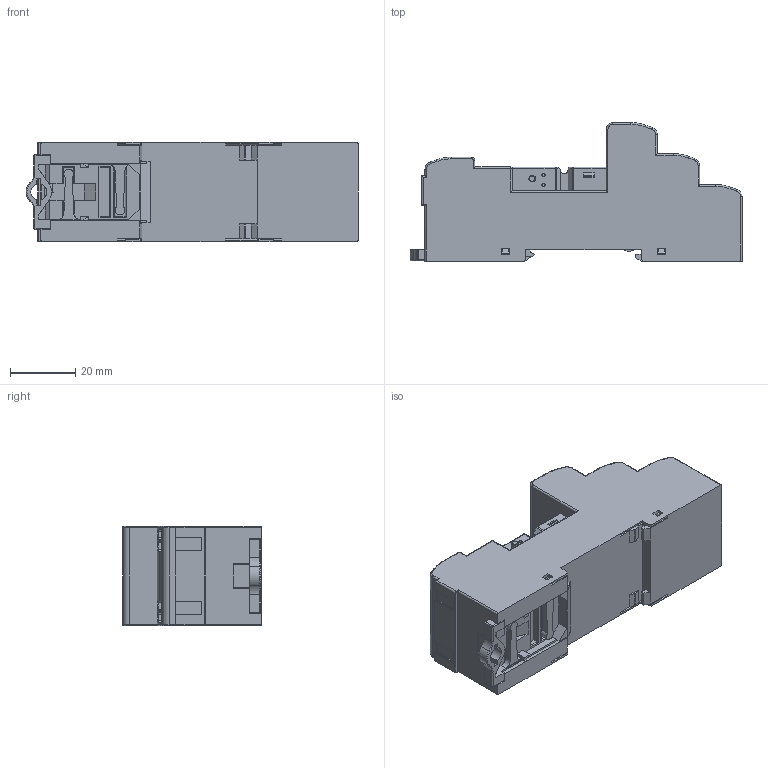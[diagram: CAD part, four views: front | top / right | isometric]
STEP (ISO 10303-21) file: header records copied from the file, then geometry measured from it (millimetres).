
FILE_DESCRIPTION(/* description */ (''),/* implementation_level */ '2;1');
FILE_NAME(/* name */ '18FF 2Z4Z C10.stp',/* time_stamp */ '2020-09-10T11:47:28+08:00',/* author */ (''),/* organization */ (''),/* preprocessor_version */ 'ST-DEVELOPER v15',/* originating_system */ 'SIEMENS PLM Software NX 8.5',/* authorisation */ '');
FILE_SCHEMA (('CONFIG_CONTROL_DESIGN'));
Products named in the file (1): 80740033000_d
Bounding box: 101.9 x 42.5 x 30.6 mm (x, y, z)
Volume: 54217.6 mm3; surface area: 50179.2 mm2
Topology: 1 solids, 8 shells, 3323 faces, 9927 edges, 6458 vertices
Faces by surface type: plane 2718, cylinder 528, torus 43, cone 11, extrusion 10, sphere 8, bspline 5
Full cylindrical faces by diameter (mm): 1 x4, 1.9 x3, 2 x9, 2.25 x14, 2.4 x7, 3 x2, 3.7 x2, 5.5 x2
Entity records: 112525 total; most frequent: CARTESIAN_POINT 22840, ORIENTED_EDGE 19638, DIRECTION 17416, EDGE_CURVE 9819, VECTOR 8218, LINE 8208, VERTEX_POINT 6423, AXIS2_PLACEMENT_3D 4599
